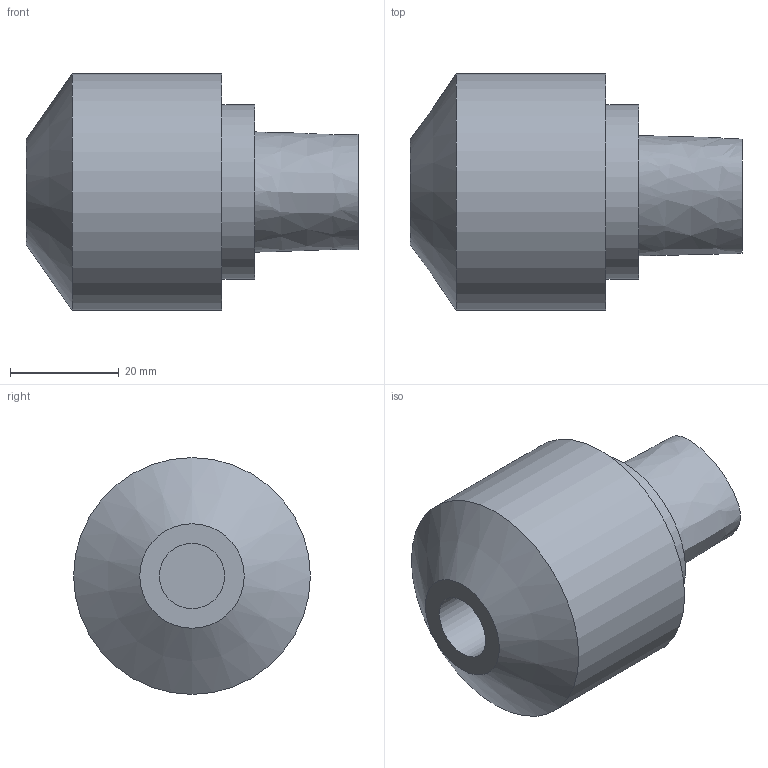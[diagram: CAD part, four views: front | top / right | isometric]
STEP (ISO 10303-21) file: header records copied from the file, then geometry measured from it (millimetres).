
FILE_DESCRIPTION( ( 'Unknown' ), '1' );
FILE_NAME( 'c3-W-391.CGC-12_042.stp', 'Unknown', ( 'Unknown' ), ( 'Unknown' ), 'PSStep 10.0', 'Unknown', ' ' );
FILE_SCHEMA( ( 'AUTOMOTIVE_DESIGN { 1 0 10303 214 1 1 1 1 }' ) );
Length unit declared in the file: millimetre
Products named in the file (1): 1
Bounding box: 61 x 43.5 x 43.5 mm (x, y, z)
Volume: 54226.6 mm3; surface area: 10615.3 mm2
Topology: 1 solids, 1 shells, 15 faces, 27 edges, 18 vertices
Faces by surface type: plane 7, cylinder 5, cone 2, bspline 1
Full cylindrical faces by diameter (mm): 12 x1, 13 x1, 32 x1, 43.5 x1
Entity records: 916 total; most frequent: CARTESIAN_POINT 512, DIRECTION 53, ORIENTED_EDGE 44, AXIS2_PLACEMENT_3D 26, EDGE_LOOP 24, EDGE_CURVE 22, FACE_OUTER_BOUND 19, VERTEX_POINT 18
